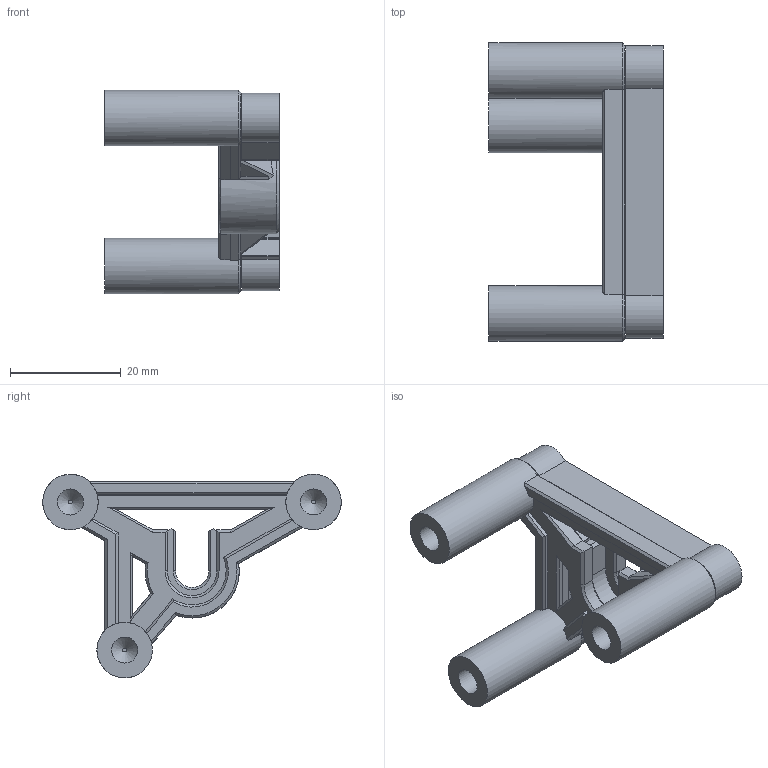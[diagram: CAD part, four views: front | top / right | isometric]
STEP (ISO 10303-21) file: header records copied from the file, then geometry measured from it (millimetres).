
FILE_DESCRIPTION(/* description */ ('STEP AP242','CAx-IF Rec.Pracs.---Representation and Presentation of Product Manufacturing Information (PMI)---4.0---2014-10-13','CAx-IF Rec.Pracs.---3D Tessellated Geometry---0.4---2014-09-14','2;1'),/* implementation_level */ '2;1');
FILE_NAME(/* name */ '62e2e4b141f27c72e538a339',/* time_stamp */ '2022-07-28T19:34:10+00:00',/* author */ (''),/* organization */ (''),/* preprocessor_version */ 'ST-DEVELOPER v18.102',/* originating_system */ ' ',/* authorisation */ ' ');
FILE_SCHEMA (('AP242_MANAGED_MODEL_BASED_3D_ENGINEERING_MIM_LF { 1 0 10303 442 1 1 4 }'));
Length unit declared in the file: metre
Products named in the file (5): BETA_v1.1_Rotator; (Unsaved)
Assembly tree (4 placements, depth 2):
  BETA_v1.1_Rotator
    (Unsaved)
    (Unsaved)
    (Unsaved)
    (Unsaved)
Bounding box: 31.4 x 53.84 x 36.71 mm (x, y, z)
Volume: 10587.9 mm3; surface area: 10078.2 mm2
Topology: 4 solids, 7 shells, 223 faces, 572 edges, 364 vertices
Faces by surface type: plane 186, cylinder 23, cone 14
Full cylindrical faces by diameter (mm): 4.7 x3, 10 x3
Entity records: 6729 total; most frequent: CARTESIAN_POINT 1155, DIRECTION 1133, ORIENTED_EDGE 1120, EDGE_CURVE 560, LINE 439, VECTOR 439, VERTEX_POINT 361, AXIS2_PLACEMENT_3D 347
